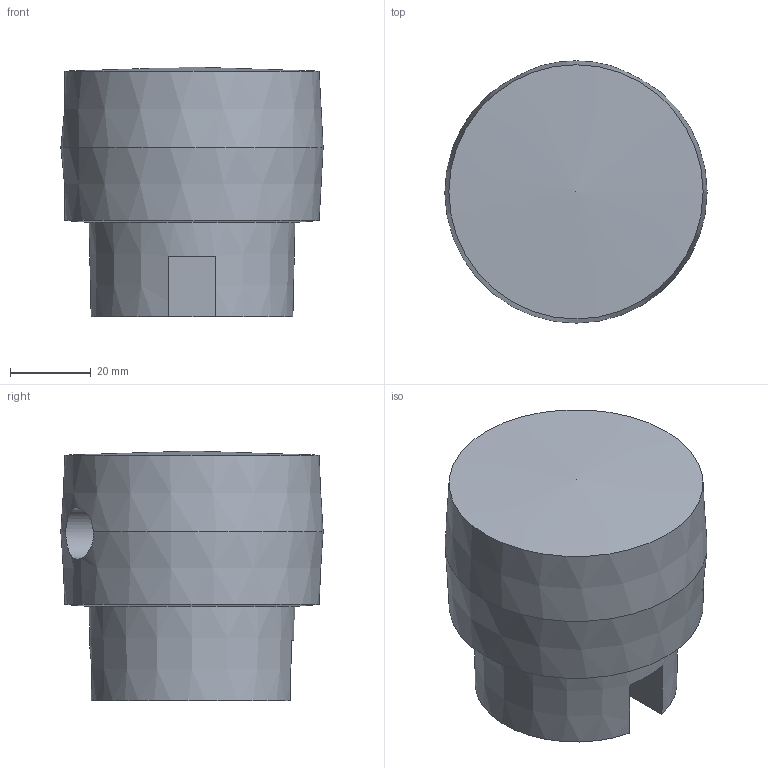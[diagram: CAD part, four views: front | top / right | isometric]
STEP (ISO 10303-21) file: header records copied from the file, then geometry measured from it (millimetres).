
FILE_DESCRIPTION(('FreeCAD Model'),'2;1');
FILE_NAME('Open CASCADE Shape Model','2022-03-30T02:07:45',('Author'),( ''),'Open CASCADE STEP processor 7.5','FreeCAD','Unknown');
FILE_SCHEMA(('AUTOMOTIVE_DESIGN { 1 0 10303 214 1 1 1 1 }'));
Length unit declared in the file: millimetre
Products named in the file (1): Body
Bounding box: 65 x 65 x 61.9 mm (x, y, z)
Volume: 158159.1 mm3; surface area: 20583.9 mm2
Topology: 1 solids, 1 shells, 24 faces, 50 edges, 32 vertices
Faces by surface type: plane 12, cylinder 7, cone 5
Full cylindrical faces by diameter (mm): 2 x1, 2.5 x4, 12.7 x2
Entity records: 2514 total; most frequent: CARTESIAN_POINT 1566, DIRECTION 146, ORIENTED_EDGE 98, PCURVE 98, DEFINITIONAL_REPRESENTATION 98, B_SPLINE_CURVE_WITH_KNOTS 73, EDGE_CURVE 49, AXIS2_PLACEMENT_3D 47
